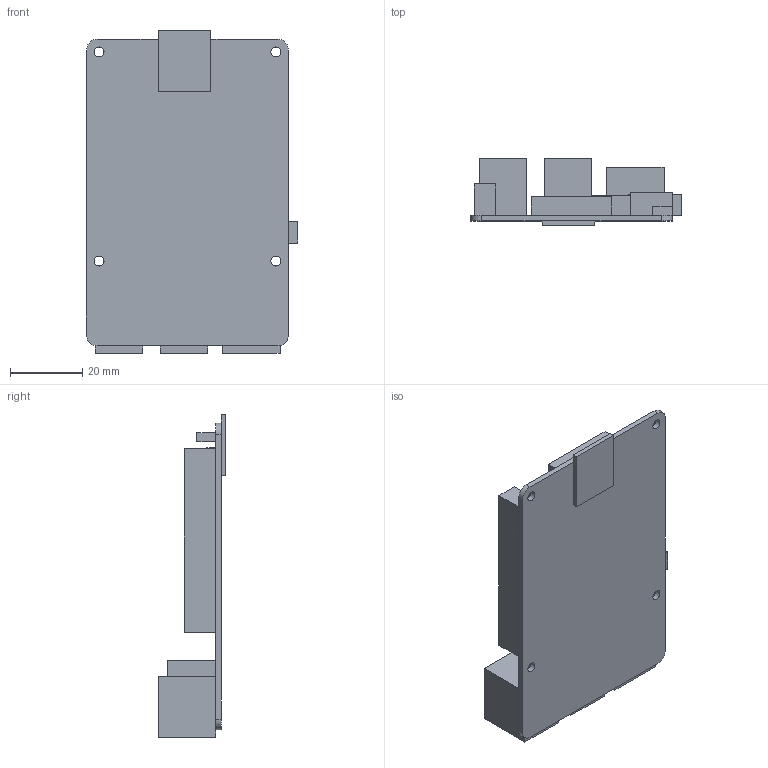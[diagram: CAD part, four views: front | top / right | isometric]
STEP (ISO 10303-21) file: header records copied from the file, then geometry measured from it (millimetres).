
FILE_DESCRIPTION(/* description */ (''),/* implementation_level */ '2;1');
FILE_NAME(/* name */ 'Rough Pi Model.step',/* time_stamp */ '2018-07-19T21:49:11-07:00',/* author */ ('AnsonB'),/* organization */ (''),/* preprocessor_version */ 'ST-DEVELOPER v17',/* originating_system */ 'Autodesk Translation Framework v7.1.0.215',/* authorisation */ '');
FILE_SCHEMA (('AUTOMOTIVE_DESIGN { 1 0 10303 214 3 1 1 }'));
Length unit declared in the file: millimetre
Products named in the file (2): Rough Pi Model; Raspberry Pi Master
Assembly tree (1 placements, depth 2):
  Rough Pi Model
    Raspberry Pi Master
Bounding box: 58.5 x 18.85 x 89.52 mm (x, y, z)
Volume: 24329.6 mm3; surface area: 15416.7 mm2
Topology: 1 solids, 1 shells, 66 faces, 176 edges, 114 vertices
Faces by surface type: plane 58, cylinder 8
Full cylindrical faces by diameter (mm): 2.75 x4
Entity records: 2094 total; most frequent: CARTESIAN_POINT 359, ORIENTED_EDGE 352, DIRECTION 332, EDGE_CURVE 176, LINE 158, VECTOR 158, VERTEX_POINT 114, AXIS2_PLACEMENT_3D 87
